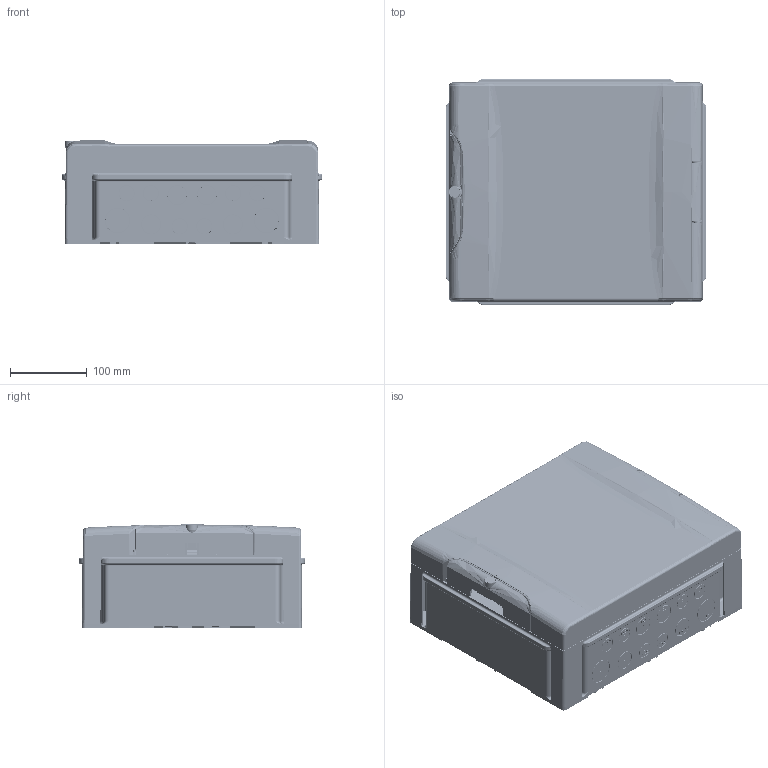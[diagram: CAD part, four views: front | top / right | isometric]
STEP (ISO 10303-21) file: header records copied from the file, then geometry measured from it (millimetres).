
FILE_DESCRIPTION (( 'STEP AP203' ), '1' );
FILE_NAME ('KR5-KP72-N-12-65 KREPTA 5 扻豵鵨 瀇 帎砅-12 IP65 IEK.STEP', '2023-06-29T11:41:36', ( '' ), ( '' ), 'SwSTEP 2.0', 'SolidWorks 2022', '' );
FILE_SCHEMA (( 'CONFIG_CONTROL_DESIGN' ));
Products named in the file (1): KR5-KP72-N-12-65 KREPTA 5 Корпус пл КМПн-12 IP65 IEK
Bounding box: 338.6 x 293.6 x 134.24 mm (x, y, z)
Volume: 1329047.5 mm3; surface area: 1167272.8 mm2
Topology: 8 solids, 12 shells, 10315 faces, 27337 edges, 17227 vertices
Faces by surface type: plane 3468, cylinder 3305, bspline 1859, cone 730, torus 629, sphere 324
Entity records: 397857 total; most frequent: CARTESIAN_POINT 164513, ORIENTED_EDGE 54378, DIRECTION 41039, EDGE_CURVE 27189, VERTEX_POINT 17211, AXIS2_PLACEMENT_3D 13956, LINE 13127, VECTOR 13127
